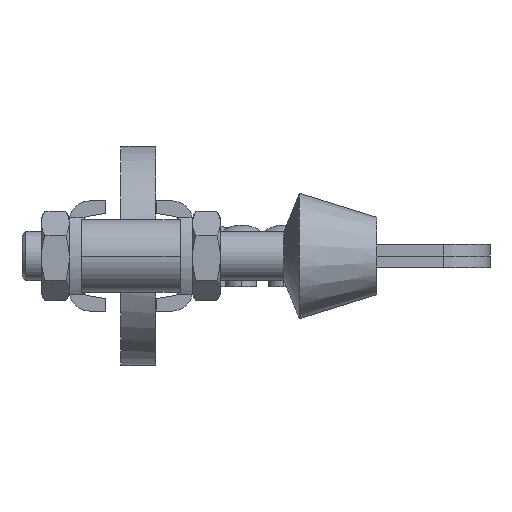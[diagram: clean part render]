
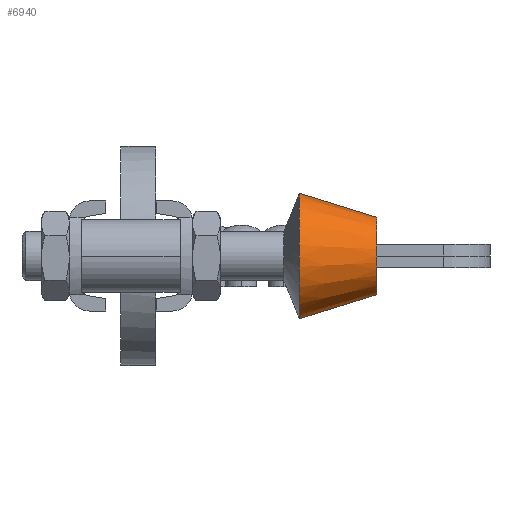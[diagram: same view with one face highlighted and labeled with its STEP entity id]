
A CAD part, left-side view. The second image highlights one B-rep face of the part: STEP entity #6940.
In plain terms, the highlighted conical face has half-angle 17.223 degrees and reference radius 5 mm.
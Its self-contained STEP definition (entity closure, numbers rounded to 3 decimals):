
#281 = DIRECTION ( 'NONE',  ( 0., 0.955, 0.296 ) ) ;
#835 = LINE ( 'NONE', #7776, #6558 ) ;
#1211 = DIRECTION ( 'NONE',  ( 0., 0., -1. ) ) ;
#1364 = DIRECTION ( 'NONE',  ( 0., -1., 0. ) ) ;
#1430 = VERTEX_POINT ( 'NONE', #3986 ) ;
#1653 = DIRECTION ( 'NONE',  ( 0., -1., 0. ) ) ;
#1906 = CARTESIAN_POINT ( 'NONE',  ( -84.148, 0., 0. ) ) ;
#1976 = CARTESIAN_POINT ( 'NONE',  ( -84.148, 0., 0. ) ) ;
#2056 = ORIENTED_EDGE ( 'NONE', *, *, #6422, .F. ) ;
#2520 = AXIS2_PLACEMENT_3D ( 'NONE', #3652, #1364, #8622 ) ;
#2705 = CONICAL_SURFACE ( 'NONE', #6256, 5., 0.301 ) ;
#3652 = CARTESIAN_POINT ( 'NONE',  ( -84.148, 10., 0. ) ) ;
#3822 = EDGE_CURVE ( 'NONE', #6390, #6298, #8230, .T. ) ;
#3839 = VECTOR ( 'NONE', #281, 1000. ) ;
#3895 = DIRECTION ( 'NONE',  ( 0., 0., 1. ) ) ;
#3986 = CARTESIAN_POINT ( 'NONE',  ( -84.148, 10., -8.1 ) ) ;
#4168 = CARTESIAN_POINT ( 'NONE',  ( -84.148, 10., 8.1 ) ) ;
#4198 = CARTESIAN_POINT ( 'NONE',  ( -84.148, 0., 5. ) ) ;
#4636 = CARTESIAN_POINT ( 'NONE',  ( -84.148, 0., 5. ) ) ;
#5001 = ORIENTED_EDGE ( 'NONE', *, *, #5306, .T. ) ;
#5162 = EDGE_LOOP ( 'NONE', ( #2056, #8715, #7525, #5001 ) ) ;
#5254 = DIRECTION ( 'NONE',  ( 0., 1., 0. ) ) ;
#5306 = EDGE_CURVE ( 'NONE', #8283, #1430, #5886, .T. ) ;
#5787 = AXIS2_PLACEMENT_3D ( 'NONE', #1976, #1653, #1211 ) ;
#5886 = CIRCLE ( 'NONE', #2520, 8.1 ) ;
#5970 = DIRECTION ( 'NONE',  ( 0., 0.955, -0.296 ) ) ;
#6256 = AXIS2_PLACEMENT_3D ( 'NONE', #1906, #5254, #3895 ) ;
#6298 = VERTEX_POINT ( 'NONE', #6467 ) ;
#6390 = VERTEX_POINT ( 'NONE', #4198 ) ;
#6422 = EDGE_CURVE ( 'NONE', #6298, #1430, #835, .T. ) ;
#6467 = CARTESIAN_POINT ( 'NONE',  ( -84.148, 0., -5. ) ) ;
#6558 = VECTOR ( 'NONE', #5970, 1000. ) ;
#6903 = EDGE_CURVE ( 'NONE', #6390, #8283, #7874, .T. ) ;
#6940 = ADVANCED_FACE ( 'NONE', ( #7435 ), #2705, .T. ) ;
#7435 = FACE_OUTER_BOUND ( 'NONE', #5162, .T. ) ;
#7525 = ORIENTED_EDGE ( 'NONE', *, *, #6903, .T. ) ;
#7776 = CARTESIAN_POINT ( 'NONE',  ( -84.148, 0., -5. ) ) ;
#7874 = LINE ( 'NONE', #4636, #3839 ) ;
#8230 = CIRCLE ( 'NONE', #5787, 5. ) ;
#8283 = VERTEX_POINT ( 'NONE', #4168 ) ;
#8622 = DIRECTION ( 'NONE',  ( 0., 0., -1. ) ) ;
#8715 = ORIENTED_EDGE ( 'NONE', *, *, #3822, .F. ) ;
